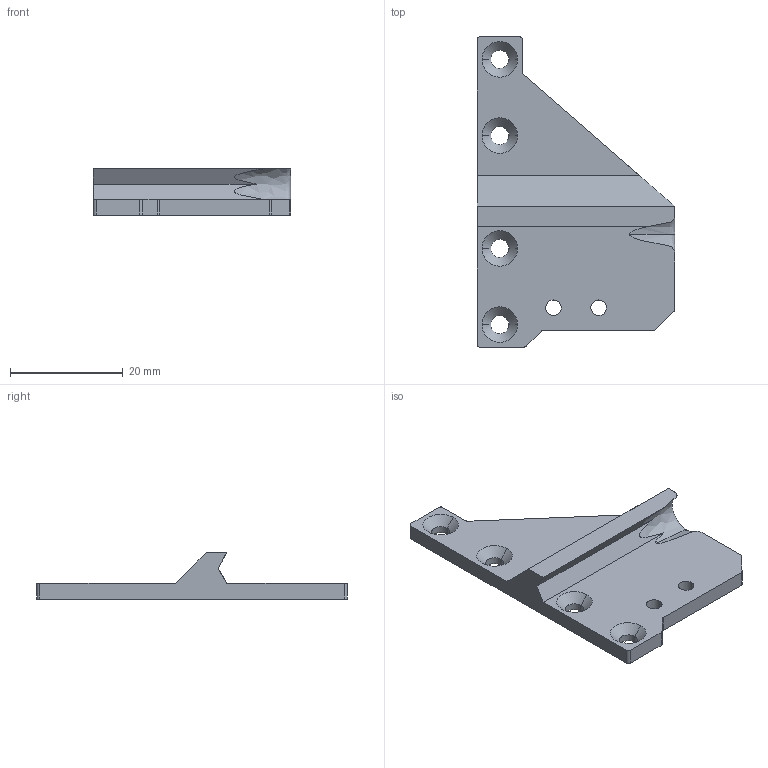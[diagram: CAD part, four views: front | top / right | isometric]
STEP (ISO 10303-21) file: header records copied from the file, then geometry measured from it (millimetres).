
FILE_DESCRIPTION(/* description */ (''),/* implementation_level */ '2;1');
FILE_NAME(/* name */ 'LargeWing',/* time_stamp */ '2020-07-23T11:37:32-07:00',/* author */ (''),/* organization */ (''),/* preprocessor_version */ 'ST-DEVELOPER v15',/* originating_system */ '',/* authorisation */ '');
FILE_SCHEMA (('AUTOMOTIVE_DESIGN'));
Length unit declared in the file: millimetre
Products named in the file (1): Document
Bounding box: 35 x 55 x 8.2 mm (x, y, z)
Volume: 4588.3 mm3; surface area: 3549.1 mm2
Topology: 1 solids, 1 shells, 46 faces, 124 edges, 80 vertices
Faces by surface type: bspline 38, plane 8
Entity records: 1767 total; most frequent: CARTESIAN_POINT 1072, ORIENTED_EDGE 248, EDGE_CURVE 124, VERTEX_POINT 80, EDGE_LOOP 58, ADVANCED_FACE 46, FACE_OUTER_BOUND 46, B_SPLINE_CURVE_WITH_KNOTS 23
